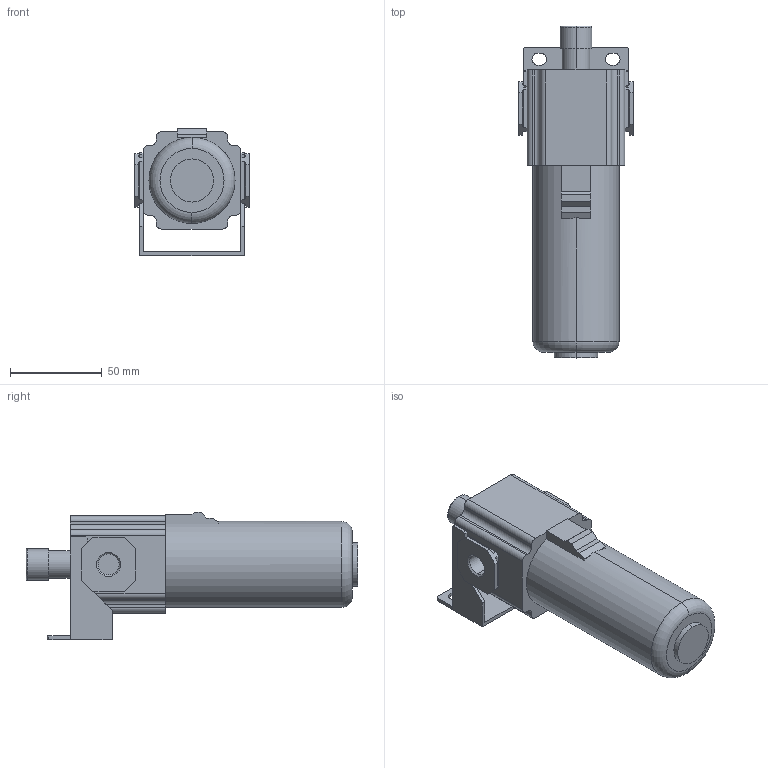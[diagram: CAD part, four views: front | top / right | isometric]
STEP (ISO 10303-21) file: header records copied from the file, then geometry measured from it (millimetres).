
FILE_DESCRIPTION (( 'STEP AP203' ), '1' );
FILE_NAME ('AL2-32-N.step', '2020-04-16T20:02:05', ( '' ), ( '' ), 'SwSTEP 2.0', 'SolidWorks 2019', '' );
FILE_SCHEMA (( 'CONFIG_CONTROL_DESIGN' ));
Length unit declared in the file: millimetre
Products named in the file (1): AL2-32-N
Bounding box: 62.5 x 181 x 69.42 mm (x, y, z)
Volume: 329034.5 mm3; surface area: 40761 mm2
Topology: 1 solids, 1 shells, 138 faces, 374 edges, 244 vertices
Faces by surface type: plane 96, cylinder 34, cone 4, torus 4
Entity records: 4417 total; most frequent: CARTESIAN_POINT 791, ORIENTED_EDGE 748, DIRECTION 724, EDGE_CURVE 374, LINE 290, VECTOR 290, VERTEX_POINT 244, AXIS2_PLACEMENT_3D 217
